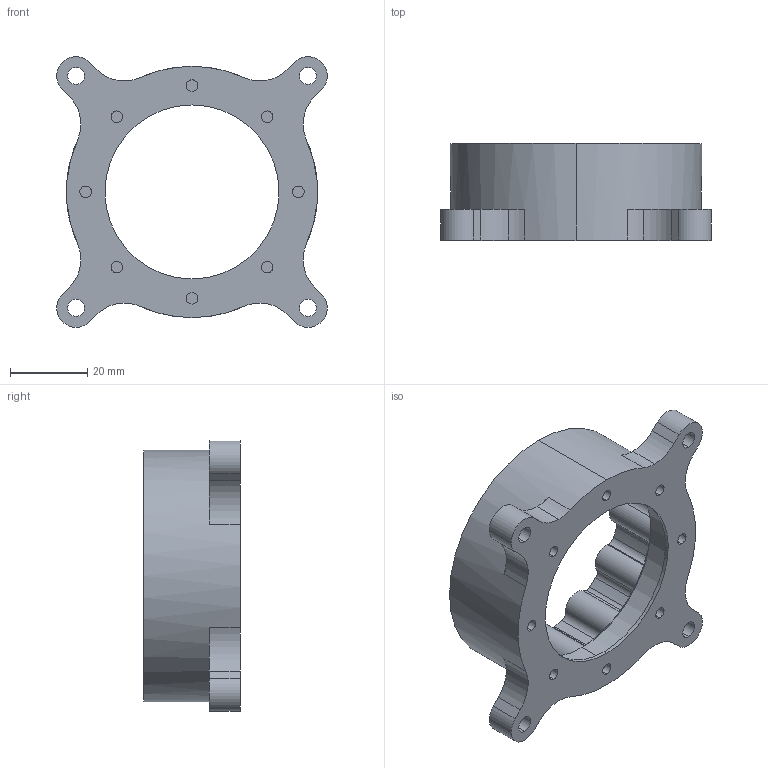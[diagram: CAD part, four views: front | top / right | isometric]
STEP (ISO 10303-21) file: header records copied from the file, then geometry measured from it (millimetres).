
FILE_DESCRIPTION (( 'STEP AP214' ), '1' );
FILE_NAME ('smallhousing.STEP', '2024-11-12T15:27:01', ( '' ), ( '' ), 'SwSTEP 2.0', 'SolidWorks 2023', '' );
FILE_SCHEMA (( 'AUTOMOTIVE_DESIGN' ));
Length unit declared in the file: millimetre
Products named in the file (1): smallhousing
Bounding box: 69.98 x 25 x 69.98 mm (x, y, z)
Volume: 29694.3 mm3; surface area: 16663.9 mm2
Topology: 1 solids, 1 shells, 165 faces, 439 edges, 292 vertices
Faces by surface type: cylinder 122, plane 41, cone 2
Entity records: 5381 total; most frequent: DIRECTION 1034, CARTESIAN_POINT 967, ORIENTED_EDGE 878, AXIS2_PLACEMENT_3D 441, EDGE_CURVE 439, VERTEX_POINT 292, CIRCLE 275, EDGE_LOOP 191
